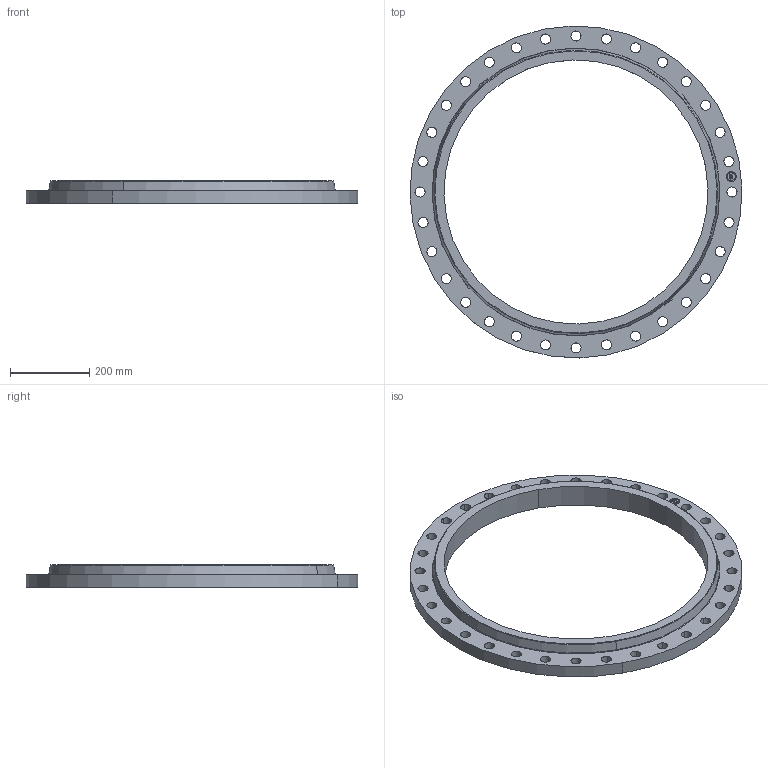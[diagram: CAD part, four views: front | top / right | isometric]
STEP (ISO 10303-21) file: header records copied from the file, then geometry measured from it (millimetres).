
FILE_DESCRIPTION(('3D STEP'),'2;1');
FILE_NAME('26-75-FF-SO-BCIS-FLANGE.stp','2013-09-15T05:17:33+00:00',('Texas Flange'),(''),'CATIA Version 5 Release 20 SP 6 (IN-10)','CATIA V5 STEP AP214','800-826-3801');
FILE_SCHEMA(('AUTOMOTIVE_DESIGN { 1 0 10303 214 1 1 1 1 }'));
Length unit declared in the file: inch
Products named in the file (1): 26-75-FF-SO-BCIS-FLANGE
Bounding box: 837.97 x 837.97 x 57.15 mm (x, y, z)
Volume: 7375942.4 mm3; surface area: 703612.7 mm2
Topology: 1 solids, 1 shells, 462 faces, 1322 edges, 880 vertices
Faces by surface type: plane 368, cylinder 88, torus 4, cone 2
Entity records: 17188 total; most frequent: ORIENTED_EDGE 2644, CARTESIAN_POINT 2594, DIRECTION 2104, EDGE_CURVE 1322, VECTOR 1134, LINE 1134, VERTEX_POINT 880, AXIS2_PLACEMENT_3D 580
